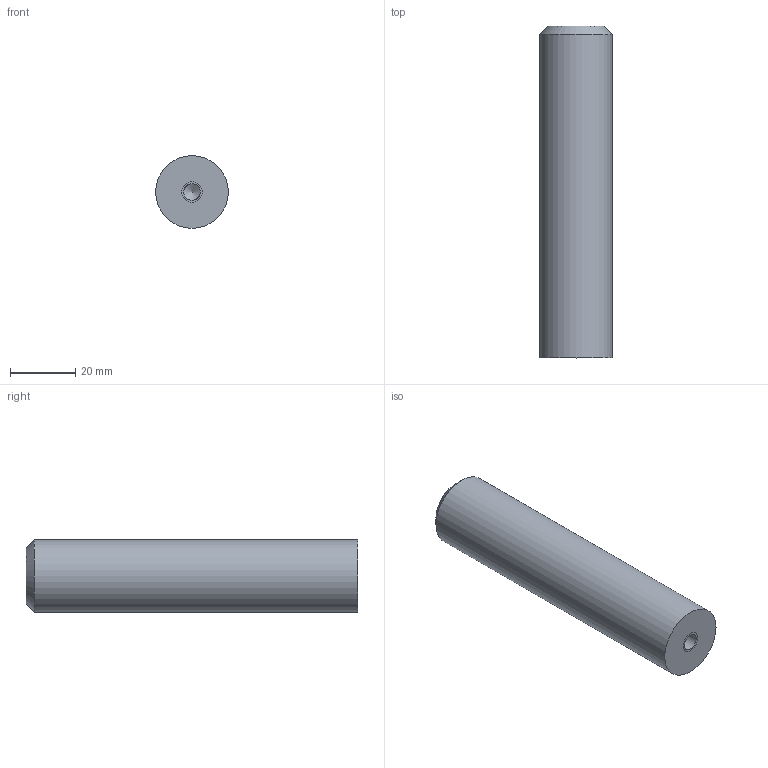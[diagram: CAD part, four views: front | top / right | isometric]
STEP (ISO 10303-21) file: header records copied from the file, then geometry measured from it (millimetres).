
FILE_DESCRIPTION(/* description */ (''),/* implementation_level */ '2;1');
FILE_NAME(/* name */ 'GE-17087_11.stp',/* time_stamp */ '2017-01-08T13:39:32-05:00',/* author */ ('jeff1'),/* organization */ (''),/* preprocessor_version */ 'ST-DEVELOPER v16.5',/* originating_system */ 'Autodesk Inventor 2017',/* authorisation */ '');
FILE_SCHEMA (('AUTOMOTIVE_DESIGN { 1 0 10303 214 3 1 1 }'));
Length unit declared in the file: inch
Products named in the file (1): GE-17087_11
Bounding box: 22.23 x 101.6 x 22.23 mm (x, y, z)
Volume: 38883.4 mm3; surface area: 8262 mm2
Topology: 1 solids, 2 shells, 8 faces, 16 edges, 11 vertices
Faces by surface type: cylinder 3, plane 3, cone 2
Full cylindrical faces by diameter (mm): 5.105 x1, 6.35 x1, 22.225 x1
Entity records: 273 total; most frequent: CARTESIAN_POINT 99, DIRECTION 32, AXIS2_PLACEMENT_3D 16, ORIENTED_EDGE 15, EDGE_LOOP 14, VERTEX_POINT 9, EDGE_CURVE 9, FACE_OUTER_BOUND 8
